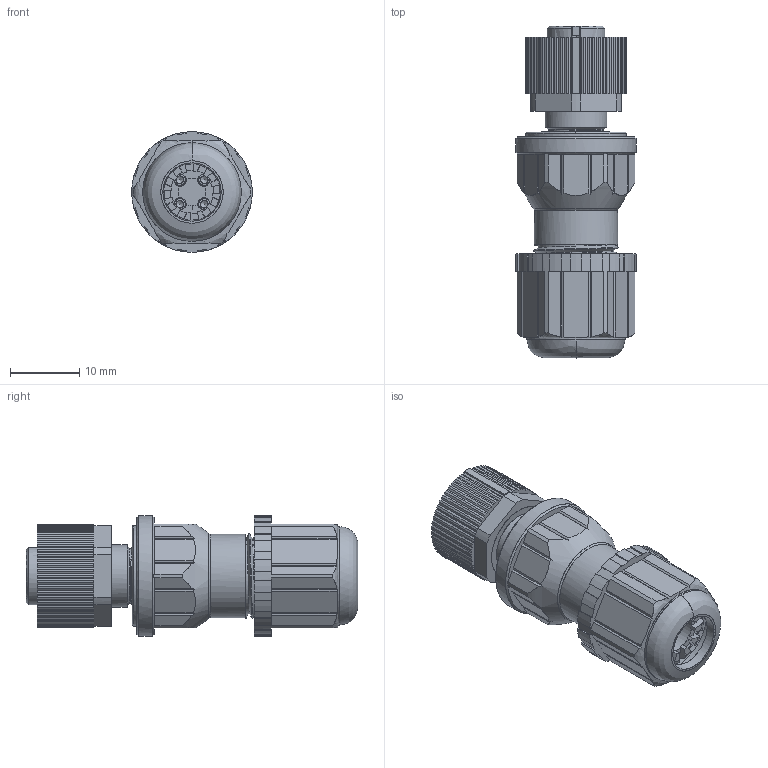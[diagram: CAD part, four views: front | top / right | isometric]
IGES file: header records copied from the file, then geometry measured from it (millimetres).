
Start section: C
Global section: file name: 643722100004.iges; native system: By Siemens PLM Incorporated; preprocessor: XPlus GENERIC/IGES 24.0.124; author: Author; organization: Title; date: 20220216.103847; units: millimetre
Bounding box: 17.37 x 47.9 x 17.4 mm (x, y, z)
Surface area: 9515.4 mm2 (no closed solid volume)
Topology: 0 solids, 0 shells, 1155 faces, 11099 edges, 11091 vertices
Faces by surface type: bspline 1155
